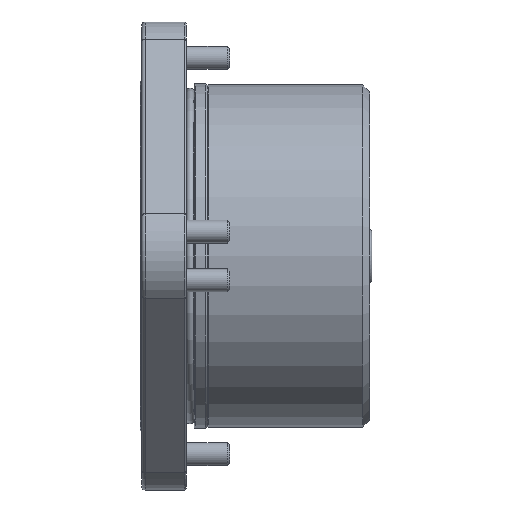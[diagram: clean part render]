
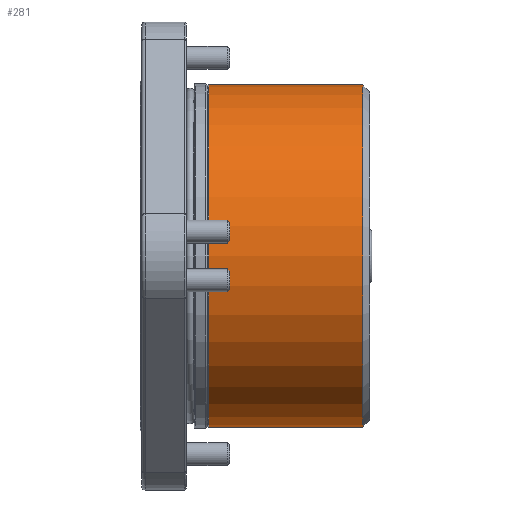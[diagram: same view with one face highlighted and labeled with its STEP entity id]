
A CAD part, left-side view. The second image highlights one B-rep face of the part: STEP entity #281.
In plain terms, the highlighted cylindrical face has radius 37.3 mm (diameter 74.6 mm), a full revolution.
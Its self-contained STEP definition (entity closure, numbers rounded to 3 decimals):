
#36 = AXIS2_PLACEMENT_3D ( 'NONE', #8028, #5217, #3851 ) ;
#97 = ORIENTED_EDGE ( 'NONE', *, *, #12853, .T. ) ;
#281 = ADVANCED_FACE ( 'NONE', ( #10178, #5044 ), #15624, .T. ) ;
#324 = CARTESIAN_POINT ( 'NONE',  ( 37.3, -14.9, 0. ) ) ;
#386 = EDGE_CURVE ( 'NONE', #5830, #5830, #13234, .T. ) ;
#1323 = DIRECTION ( 'NONE',  ( 0., 1., 0. ) ) ;
#1597 = CIRCLE ( 'NONE', #17371, 37.3 ) ;
#3100 = VERTEX_POINT ( 'NONE', #12531 ) ;
#3602 = DIRECTION ( 'NONE',  ( 0., 1., 0. ) ) ;
#3851 = DIRECTION ( 'NONE',  ( 1., 0., 0. ) ) ;
#5044 = FACE_OUTER_BOUND ( 'NONE', #11330, .T. ) ;
#5217 = DIRECTION ( 'NONE',  ( 0., 1., 0. ) ) ;
#5830 = VERTEX_POINT ( 'NONE', #324 ) ;
#8028 = CARTESIAN_POINT ( 'NONE',  ( 0., -12.352, 0. ) ) ;
#8110 = AXIS2_PLACEMENT_3D ( 'NONE', #16409, #1323, #10861 ) ;
#9948 = DIRECTION ( 'NONE',  ( 1., 0., 0. ) ) ;
#10178 = FACE_OUTER_BOUND ( 'NONE', #12517, .T. ) ;
#10861 = DIRECTION ( 'NONE',  ( 1., 0., 0. ) ) ;
#11330 = EDGE_LOOP ( 'NONE', ( #97 ) ) ;
#12517 = EDGE_LOOP ( 'NONE', ( #15464 ) ) ;
#12531 = CARTESIAN_POINT ( 'NONE',  ( 37.3, -48.5, 0. ) ) ;
#12853 = EDGE_CURVE ( 'NONE', #3100, #3100, #1597, .T. ) ;
#13022 = CARTESIAN_POINT ( 'NONE',  ( 0., -48.5, 0. ) ) ;
#13234 = CIRCLE ( 'NONE', #8110, 37.3 ) ;
#15464 = ORIENTED_EDGE ( 'NONE', *, *, #386, .F. ) ;
#15624 = CYLINDRICAL_SURFACE ( 'NONE', #36, 37.3 ) ;
#16409 = CARTESIAN_POINT ( 'NONE',  ( 0., -14.9, 0. ) ) ;
#17371 = AXIS2_PLACEMENT_3D ( 'NONE', #13022, #3602, #9948 ) ;
